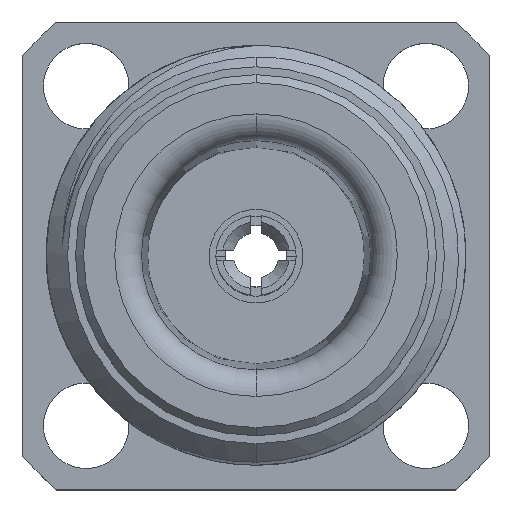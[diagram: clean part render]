
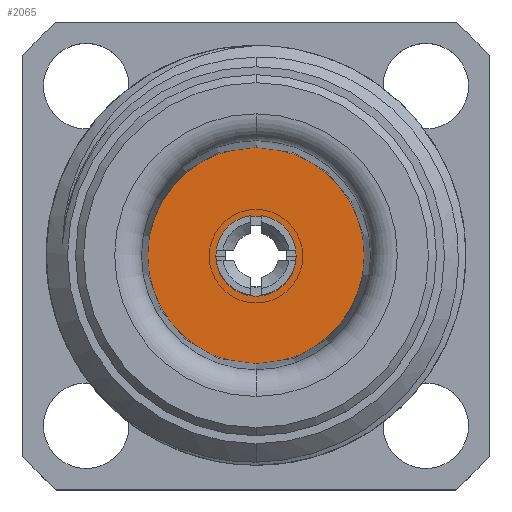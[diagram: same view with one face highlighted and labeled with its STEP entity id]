
A CAD part, top view. The second image highlights one B-rep face of the part: STEP entity #2065.
In plain terms, the highlighted planar face has unit normal (0, 0, -1).
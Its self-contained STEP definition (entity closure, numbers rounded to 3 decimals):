
#12 = VERTEX_POINT ( 'NONE', #2508 ) ;
#246 = EDGE_LOOP ( 'NONE', ( #3175, #1790 ) ) ;
#405 = CIRCLE ( 'NONE', #3436, 4.4 ) ;
#522 = AXIS2_PLACEMENT_3D ( 'NONE', #3309, #3011, #2785 ) ;
#685 = AXIS2_PLACEMENT_3D ( 'NONE', #1352, #3546, #1411 ) ;
#688 = CARTESIAN_POINT ( 'NONE',  ( 0., 0., -3.2 ) ) ;
#696 = ORIENTED_EDGE ( 'NONE', *, *, #816, .F. ) ;
#816 = EDGE_CURVE ( 'NONE', #12, #1588, #2862, .T. ) ;
#855 = EDGE_CURVE ( 'NONE', #1364, #2467, #3376, .T. ) ;
#1107 = CARTESIAN_POINT ( 'NONE',  ( 0., 0., -3.2 ) ) ;
#1243 = AXIS2_PLACEMENT_3D ( 'NONE', #1107, #2201, #3299 ) ;
#1352 = CARTESIAN_POINT ( 'NONE',  ( 0., 0., -3.2 ) ) ;
#1363 = FACE_OUTER_BOUND ( 'NONE', #246, .T. ) ;
#1364 = VERTEX_POINT ( 'NONE', #2545 ) ;
#1411 = DIRECTION ( 'NONE',  ( -1., 0., 0. ) ) ;
#1588 = VERTEX_POINT ( 'NONE', #1652 ) ;
#1652 = CARTESIAN_POINT ( 'NONE',  ( 1.5, 0., -3.2 ) ) ;
#1790 = ORIENTED_EDGE ( 'NONE', *, *, #855, .T. ) ;
#1821 = CIRCLE ( 'NONE', #2299, 1.5 ) ;
#1899 = PLANE ( 'NONE',  #522 ) ;
#2065 = ADVANCED_FACE ( 'NONE', ( #1363, #2767 ), #1899, .T. ) ;
#2201 = DIRECTION ( 'NONE',  ( 0., 0., -1. ) ) ;
#2299 = AXIS2_PLACEMENT_3D ( 'NONE', #688, #2890, #3138 ) ;
#2383 = DIRECTION ( 'NONE',  ( 0., 0., -1. ) ) ;
#2467 = VERTEX_POINT ( 'NONE', #3133 ) ;
#2508 = CARTESIAN_POINT ( 'NONE',  ( -1.5, 0., -3.2 ) ) ;
#2545 = CARTESIAN_POINT ( 'NONE',  ( -4.4, 0., -3.2 ) ) ;
#2674 = EDGE_CURVE ( 'NONE', #2467, #1364, #405, .T. ) ;
#2681 = EDGE_LOOP ( 'NONE', ( #696, #3459 ) ) ;
#2741 = DIRECTION ( 'NONE',  ( -1., 0., 0. ) ) ;
#2767 = FACE_BOUND ( 'NONE', #2681, .T. ) ;
#2785 = DIRECTION ( 'NONE',  ( -1., 0., 0. ) ) ;
#2862 = CIRCLE ( 'NONE', #685, 1.5 ) ;
#2890 = DIRECTION ( 'NONE',  ( 0., 0., -1. ) ) ;
#2989 = CARTESIAN_POINT ( 'NONE',  ( 0., 0., -3.2 ) ) ;
#3011 = DIRECTION ( 'NONE',  ( 0., 0., -1. ) ) ;
#3133 = CARTESIAN_POINT ( 'NONE',  ( 4.4, 0., -3.2 ) ) ;
#3138 = DIRECTION ( 'NONE',  ( -1., 0., 0. ) ) ;
#3175 = ORIENTED_EDGE ( 'NONE', *, *, #2674, .T. ) ;
#3299 = DIRECTION ( 'NONE',  ( -1., 0., 0. ) ) ;
#3309 = CARTESIAN_POINT ( 'NONE',  ( 0., 4.4, -3.2 ) ) ;
#3376 = CIRCLE ( 'NONE', #1243, 4.4 ) ;
#3436 = AXIS2_PLACEMENT_3D ( 'NONE', #2989, #2383, #2741 ) ;
#3459 = ORIENTED_EDGE ( 'NONE', *, *, #3517, .F. ) ;
#3517 = EDGE_CURVE ( 'NONE', #1588, #12, #1821, .T. ) ;
#3546 = DIRECTION ( 'NONE',  ( 0., 0., -1. ) ) ;
